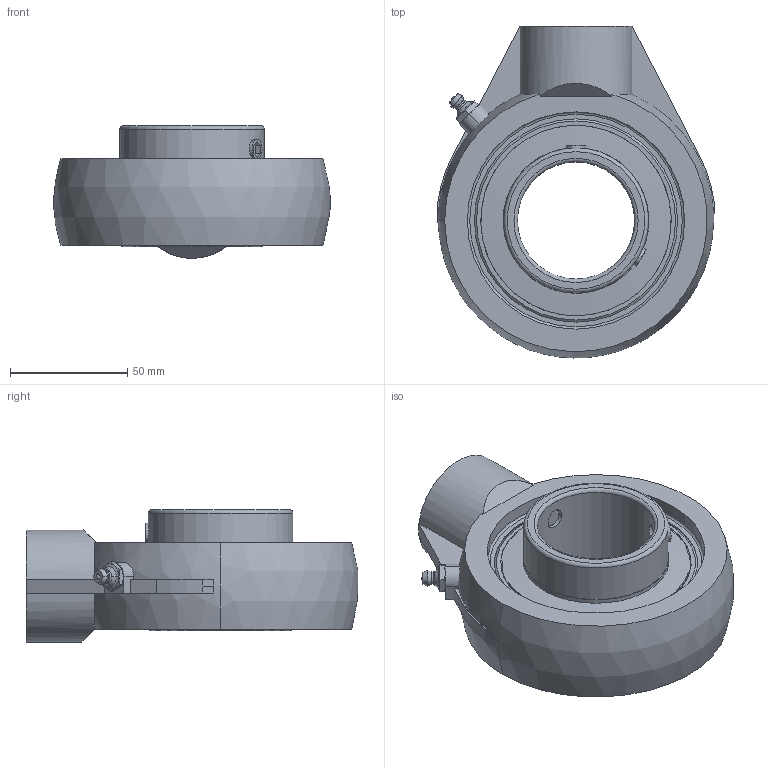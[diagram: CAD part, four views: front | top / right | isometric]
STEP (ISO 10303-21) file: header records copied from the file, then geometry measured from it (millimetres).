
FILE_DESCRIPTION(('HOOPS Exchange Step'),'2;1');
FILE_NAME('export-86CEDF3A-F193-4056-B840-16A8E5FB6346.stp','2019-12-13T13:38:52-08:00',('ibuslach'),('Alibre'),'HOOPS Exchange 2019.2','Alibre','Unknown authorisation');
FILE_SCHEMA( ('AP242_MANAGED_MODEL_BASED_3D_ENGINEERING_MIM_LF {1 0 10303 442 1 1 4 }') );
Length unit declared in the file: centimetre
Products named in the file (7): MRN SHA 210; ZERK 6mm; SUC 210 RACES; SUC 210 SHIELD; SUC 210 SS; MRN SUC 210; MRN SUCHA 210
Assembly tree (8 placements, depth 3):
  MRN SUCHA 210
    MRN SHA 210
    ZERK 6mm
    MRN SUC 210
      SUC 210 RACES
      SUC 210 SHIELD  x2
      SUC 210 SS  x2
Bounding box: 118 x 141.66 x 56.59 mm (x, y, z)
Volume: 269836.2 mm3; surface area: 85850.7 mm2
Topology: 8 solids, 8 shells, 167 faces, 429 edges, 276 vertices
Faces by surface type: plane 63, cylinder 43, cone 32, torus 16, sphere 9, bspline 4
Full cylindrical faces by diameter (mm): 1.507 x2, 6 x2, 8.382 x4, 25.4 x1, 50 x1, 61.722 x3, 62.23 x2, 81.28 x3, 92.741 x1, 94.741 x1
Entity records: 8035 total; most frequent: CARTESIAN_POINT 4181, DIRECTION 825, ORIENTED_EDGE 758, EDGE_CURVE 379, AXIS2_PLACEMENT_3D 349, VERTEX_POINT 245, CIRCLE 180, EDGE_LOOP 170
